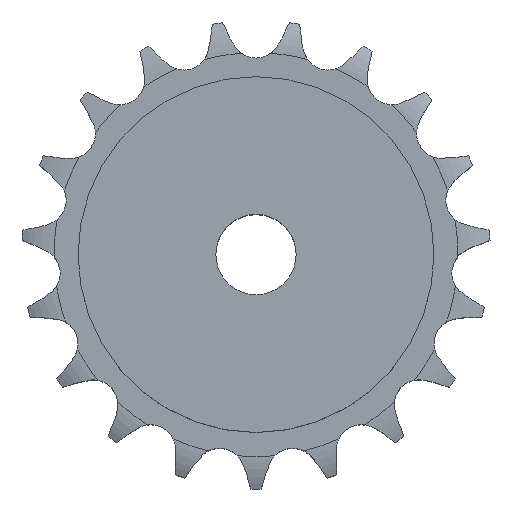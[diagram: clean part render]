
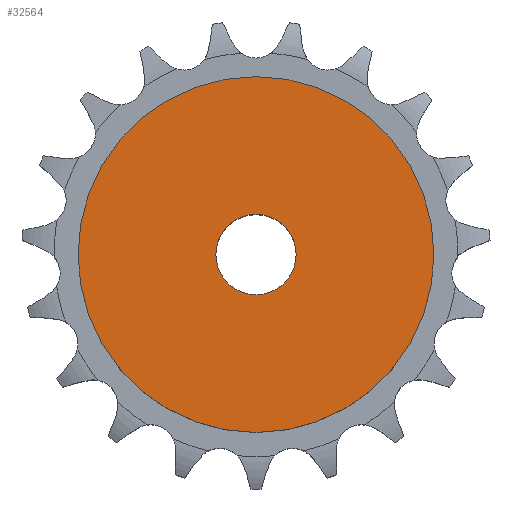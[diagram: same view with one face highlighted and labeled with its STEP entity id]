
A CAD part, top view. The second image highlights one B-rep face of the part: STEP entity #32564.
In plain terms, the highlighted planar face has unit normal (0, 0, 1).
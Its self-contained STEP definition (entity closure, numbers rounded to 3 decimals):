
#17390 = CYLINDRICAL_SURFACE('',#17391,7.);
#17391 = AXIS2_PLACEMENT_3D('',#17392,#17393,#17394);
#17392 = CARTESIAN_POINT('',(0.,0.,132.146));
#17393 = DIRECTION('',(0.,0.,1.));
#17394 = DIRECTION('',(1.,0.,0.));
#22287 = EDGE_CURVE('',#22288,#22288,#22290,.T.);
#22288 = VERTEX_POINT('',#22289);
#22289 = CARTESIAN_POINT('',(7.,0.,35.));
#22290 = SURFACE_CURVE('',#22291,(#22296,#22303),.PCURVE_S1.);
#22291 = CIRCLE('',#22292,7.);
#22292 = AXIS2_PLACEMENT_3D('',#22293,#22294,#22295);
#22293 = CARTESIAN_POINT('',(0.,0.,35.));
#22294 = DIRECTION('',(0.,0.,1.));
#22295 = DIRECTION('',(1.,0.,0.));
#22296 = PCURVE('',#17390,#22297);
#22297 = DEFINITIONAL_REPRESENTATION('',(#22298),#22302);
#22298 = LINE('',#22299,#22300);
#22299 = CARTESIAN_POINT('',(0.,-97.146));
#22300 = VECTOR('',#22301,1.);
#22301 = DIRECTION('',(1.,0.));
#22302 = ( GEOMETRIC_REPRESENTATION_CONTEXT(2) 
PARAMETRIC_REPRESENTATION_CONTEXT() REPRESENTATION_CONTEXT('2D SPACE',''
  ) );
#22303 = PCURVE('',#22304,#22309);
#22304 = PLANE('',#22305);
#22305 = AXIS2_PLACEMENT_3D('',#22306,#22307,#22308);
#22306 = CARTESIAN_POINT('',(0.,0.,35.)
  );
#22307 = DIRECTION('',(0.,0.,1.));
#22308 = DIRECTION('',(1.,0.,0.));
#22309 = DEFINITIONAL_REPRESENTATION('',(#22310),#22314);
#22310 = CIRCLE('',#22311,7.);
#22311 = AXIS2_PLACEMENT_2D('',#22312,#22313);
#22312 = CARTESIAN_POINT('',(0.,0.));
#22313 = DIRECTION('',(1.,0.));
#22314 = ( GEOMETRIC_REPRESENTATION_CONTEXT(2) 
PARAMETRIC_REPRESENTATION_CONTEXT() REPRESENTATION_CONTEXT('2D SPACE',''
  ) );
#32564 = ADVANCED_FACE('',(#32565,#32596),#22304,.T.);
#32565 = FACE_BOUND('',#32566,.T.);
#32566 = EDGE_LOOP('',(#32567));
#32567 = ORIENTED_EDGE('',*,*,#32568,.T.);
#32568 = EDGE_CURVE('',#32569,#32569,#32571,.T.);
#32569 = VERTEX_POINT('',#32570);
#32570 = CARTESIAN_POINT('',(31.,0.,35.));
#32571 = SURFACE_CURVE('',#32572,(#32577,#32584),.PCURVE_S1.);
#32572 = CIRCLE('',#32573,31.);
#32573 = AXIS2_PLACEMENT_3D('',#32574,#32575,#32576);
#32574 = CARTESIAN_POINT('',(0.,0.,35.));
#32575 = DIRECTION('',(0.,0.,1.));
#32576 = DIRECTION('',(1.,0.,0.));
#32577 = PCURVE('',#22304,#32578);
#32578 = DEFINITIONAL_REPRESENTATION('',(#32579),#32583);
#32579 = CIRCLE('',#32580,31.);
#32580 = AXIS2_PLACEMENT_2D('',#32581,#32582);
#32581 = CARTESIAN_POINT('',(0.,0.));
#32582 = DIRECTION('',(1.,0.));
#32583 = ( GEOMETRIC_REPRESENTATION_CONTEXT(2) 
PARAMETRIC_REPRESENTATION_CONTEXT() REPRESENTATION_CONTEXT('2D SPACE',''
  ) );
#32584 = PCURVE('',#32585,#32590);
#32585 = CYLINDRICAL_SURFACE('',#32586,31.);
#32586 = AXIS2_PLACEMENT_3D('',#32587,#32588,#32589);
#32587 = CARTESIAN_POINT('',(0.,0.,0.));
#32588 = DIRECTION('',(-0.,-0.,-1.));
#32589 = DIRECTION('',(1.,0.,0.));
#32590 = DEFINITIONAL_REPRESENTATION('',(#32591),#32595);
#32591 = LINE('',#32592,#32593);
#32592 = CARTESIAN_POINT('',(-0.,-35.));
#32593 = VECTOR('',#32594,1.);
#32594 = DIRECTION('',(-1.,0.));
#32595 = ( GEOMETRIC_REPRESENTATION_CONTEXT(2) 
PARAMETRIC_REPRESENTATION_CONTEXT() REPRESENTATION_CONTEXT('2D SPACE',''
  ) );
#32596 = FACE_BOUND('',#32597,.T.);
#32597 = EDGE_LOOP('',(#32598));
#32598 = ORIENTED_EDGE('',*,*,#22287,.F.);
